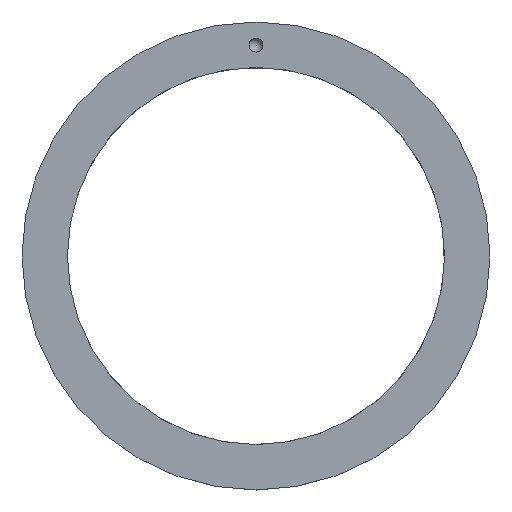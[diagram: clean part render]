
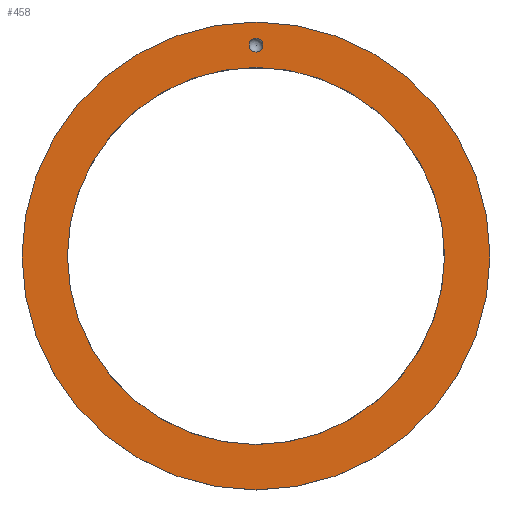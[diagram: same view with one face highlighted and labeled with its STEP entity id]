
A CAD part, top view. The second image highlights one B-rep face of the part: STEP entity #458.
In plain terms, the highlighted planar face has unit normal (0, 0, 1).
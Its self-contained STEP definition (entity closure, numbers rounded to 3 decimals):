
#113=ORIENTED_EDGE('',*,*,#239,.T.);
#114=ORIENTED_EDGE('',*,*,#240,.F.);
#115=ORIENTED_EDGE('',*,*,#241,.T.);
#239=EDGE_CURVE('',#302,#302,#346,.T.);
#240=EDGE_CURVE('',#303,#303,#347,.T.);
#241=EDGE_CURVE('',#304,#304,#348,.T.);
#302=VERTEX_POINT('',#709);
#303=VERTEX_POINT('',#711);
#304=VERTEX_POINT('',#713);
#346=CIRCLE('',#503,1.);
#347=CIRCLE('',#504,33.5);
#348=CIRCLE('',#505,27.);
#372=EDGE_LOOP('',(#113));
#373=EDGE_LOOP('',(#114));
#374=EDGE_LOOP('',(#115));
#407=FACE_BOUND('',#372,.T.);
#408=FACE_BOUND('',#373,.T.);
#409=FACE_BOUND('',#374,.T.);
#442=PLANE('',#502);
#458=ADVANCED_FACE('',(#407,#408,#409),#442,.F.);
#502=AXIS2_PLACEMENT_3D('',#707,#559,#560);
#503=AXIS2_PLACEMENT_3D('',#708,#561,#562);
#504=AXIS2_PLACEMENT_3D('',#710,#563,#564);
#505=AXIS2_PLACEMENT_3D('',#712,#565,#566);
#559=DIRECTION('',(0.,0.,-1.));
#560=DIRECTION('',(-1.,0.,0.));
#561=DIRECTION('',(0.,0.,-1.));
#562=DIRECTION('',(1.,0.,0.));
#563=DIRECTION('',(0.,0.,-1.));
#564=DIRECTION('',(1.,0.,0.));
#565=DIRECTION('',(0.,0.,-1.));
#566=DIRECTION('',(-1.,0.,0.));
#707=CARTESIAN_POINT('',(0.,0.,6.2));
#708=CARTESIAN_POINT('',(0.,30.2,6.2));
#709=CARTESIAN_POINT('',(1.,30.2,6.2));
#710=CARTESIAN_POINT('',(0.,0.,6.2));
#711=CARTESIAN_POINT('',(33.5,0.,6.2));
#712=CARTESIAN_POINT('',(0.,0.,6.2));
#713=CARTESIAN_POINT('',(-27.,0.,6.2));
